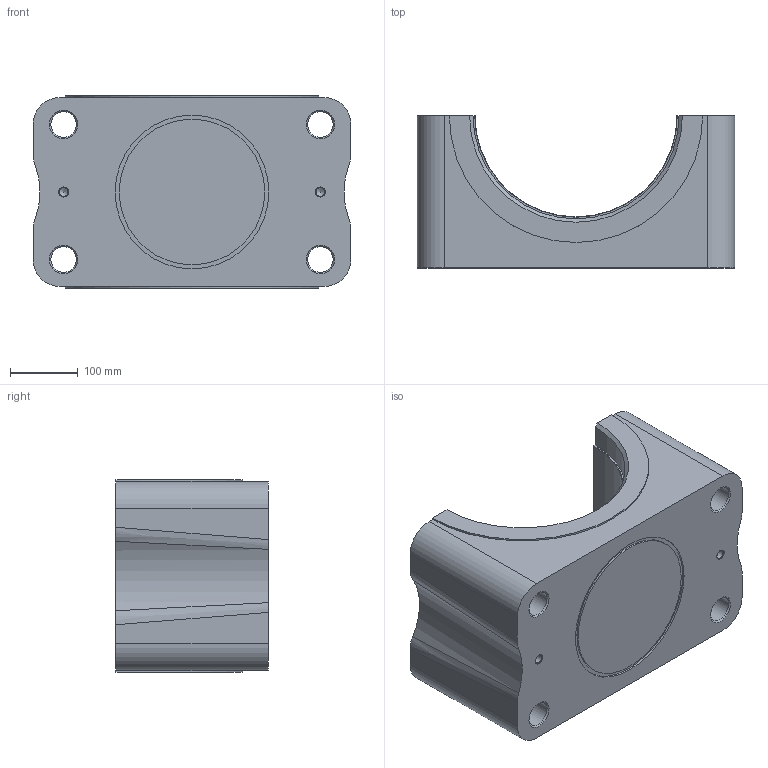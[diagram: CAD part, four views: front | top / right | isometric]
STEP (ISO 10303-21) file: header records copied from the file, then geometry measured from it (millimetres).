
FILE_DESCRIPTION (( 'STEP AP203' ), '1' );
FILE_NAME ('47B03S02-½Ä±ì®y.STEP', '2023-09-28T05:54:53', ( '' ), ( '' ), 'SwSTEP 2.0', 'SolidWorks 2018', '' );
FILE_SCHEMA (( 'CONFIG_CONTROL_DESIGN' ));
Length unit declared in the file: millimetre
Products named in the file (1): 47B03S02-衝桿座
Bounding box: 470 x 225 x 285 mm (x, y, z)
Volume: 17896004.7 mm3; surface area: 667840.6 mm2
Topology: 1 solids, 1 shells, 64 faces, 164 edges, 104 vertices
Faces by surface type: cone 22, cylinder 21, plane 15, bspline 6
Full cylindrical faces by diameter (mm): 10.5 x2, 13 x4, 38 x4, 215.49 x1, 227.49 x1
Entity records: 2453 total; most frequent: CARTESIAN_POINT 981, DIRECTION 290, ORIENTED_EDGE 252, EDGE_CURVE 126, AXIS2_PLACEMENT_3D 121, EDGE_LOOP 104, VERTEX_POINT 96, FACE_OUTER_BOUND 76
